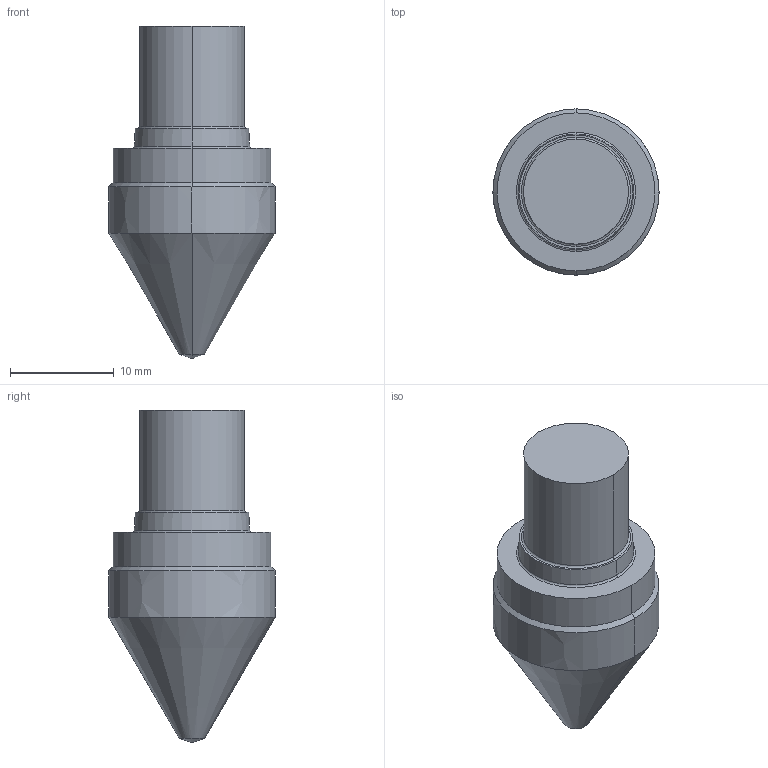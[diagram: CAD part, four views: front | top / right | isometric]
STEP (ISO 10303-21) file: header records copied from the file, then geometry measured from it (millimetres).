
FILE_DESCRIPTION((''),'2;1');
FILE_NAME('45M16015TRRA30','2015-11-28T',('schorn'),(''),'PRO/ENGINEER BY PARAMETRIC TECHNOLOGY CORPORATION, 2011490','PRO/ENGINEER BY PARAMETRIC TECHNOLOGY CORPORATION, 2011490','');
FILE_SCHEMA(('AUTOMOTIVE_DESIGN { 1 2 10303 214 0 1 1 1 }'));
Length unit declared in the file: millimetre
Products named in the file (3): NOCUT; CUT; 45M16015TRRA30
Assembly tree (2 placements, depth 2):
  45M16015TRRA30
    NOCUT
    CUT
Bounding box: 15.99 x 16 x 31.94 mm (x, y, z)
Volume: 3466.2 mm3; surface area: 1758.6 mm2
Topology: 2 solids, 2 shells, 24 faces, 46 edges, 30 vertices
Faces by surface type: cone 8, plane 6, cylinder 4, torus 4, bspline 2
Entity records: 1026 total; most frequent: DIRECTION 150, CARTESIAN_POINT 147, ORIENTED_EDGE 88, AXIS2_PLACEMENT_3D 68, PRESENTATION_STYLE_ASSIGNMENT 53, STYLED_ITEM 53, CURVE_STYLE 51, EDGE_CURVE 44
